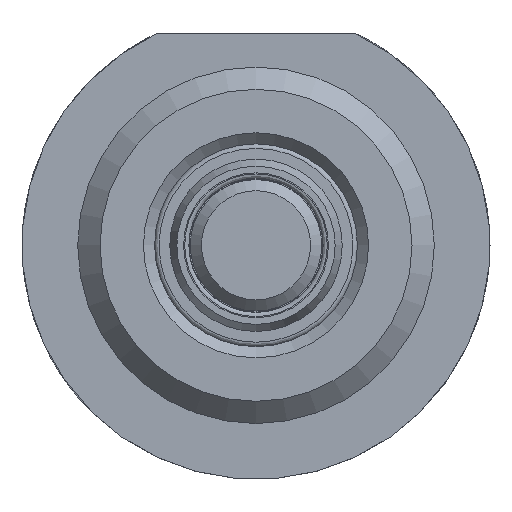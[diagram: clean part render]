
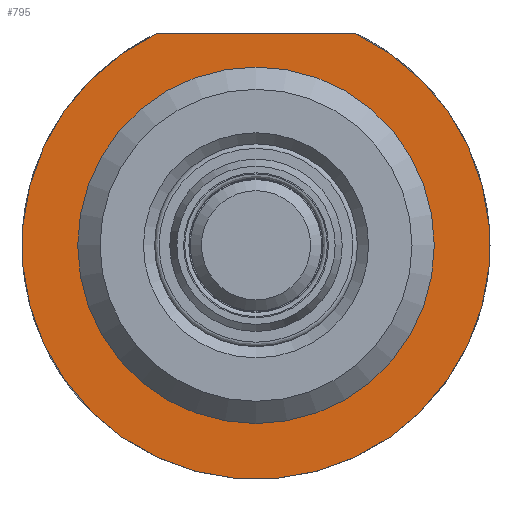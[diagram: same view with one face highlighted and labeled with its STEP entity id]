
A CAD part, front view. The second image highlights one B-rep face of the part: STEP entity #795.
In plain terms, the highlighted planar face has unit normal (0, -1, 0).
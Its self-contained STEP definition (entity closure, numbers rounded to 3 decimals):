
#760=CARTESIAN_POINT('',(0.0,-49.25,11.654));
#761=DIRECTION('',(0.0,1.0,0.0));
#762=DIRECTION('',(0.0,0.0,1.0));
#763=AXIS2_PLACEMENT_3D('',#760,#761,#762);
#764=PLANE('',#763);
#765=CARTESIAN_POINT('',(-4.472,-49.25,9.5));
#766=VERTEX_POINT('',#765);
#767=CARTESIAN_POINT('',(4.472,-49.25,9.5));
#768=VERTEX_POINT('',#767);
#769=CARTESIAN_POINT('',(-4.472,-49.25,9.5));
#770=DIRECTION('',(1.0,0.0,0.0));
#771=VECTOR('',#770,8.944);
#772=LINE('',#769,#771);
#773=EDGE_CURVE('',#766,#768,#772,.T.);
#774=ORIENTED_EDGE('',*,*,#773,.F.);
#775=CARTESIAN_POINT('',(0.,-49.25,0.));
#776=DIRECTION('',(0.0,1.0,0.0));
#777=DIRECTION('',(-0.426,0.0,0.905));
#778=AXIS2_PLACEMENT_3D('',#775,#776,#777);
#779=CIRCLE('',#778,10.5);
#780=EDGE_CURVE('',#768,#766,#779,.T.);
#781=ORIENTED_EDGE('',*,*,#780,.F.);
#782=EDGE_LOOP('',(#774,#781));
#783=FACE_OUTER_BOUND('',#782,.T.);
#784=CARTESIAN_POINT('',(0.0,-49.25,8.));
#785=VERTEX_POINT('',#784);
#786=CARTESIAN_POINT('',(0.0,-49.25,0.0));
#787=DIRECTION('',(0.0,-1.0,0.0));
#788=DIRECTION('',(0.0,0.0,1.0));
#789=AXIS2_PLACEMENT_3D('',#786,#787,#788);
#790=CIRCLE('',#789,8.);
#791=EDGE_CURVE('',#785,#785,#790,.T.);
#792=ORIENTED_EDGE('',*,*,#791,.F.);
#793=EDGE_LOOP('',(#792));
#794=FACE_BOUND('',#793,.T.);
#795=ADVANCED_FACE('',(#783,#794),#764,.F.);
